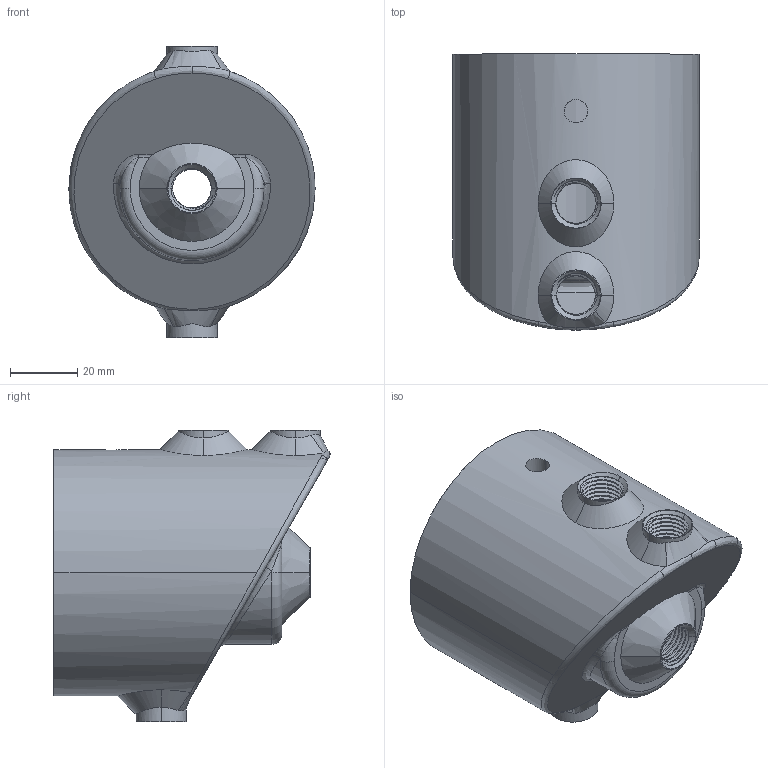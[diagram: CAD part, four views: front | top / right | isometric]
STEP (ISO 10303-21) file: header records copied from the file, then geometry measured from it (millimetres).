
FILE_DESCRIPTION (( 'STEP AP214' ), '1' );
FILE_NAME ('Îêñèãåíàòîð V3.STEP', '2022-06-07T11:27:23', ( '' ), ( '' ), 'SwSTEP 2.0', 'SolidWorks 2021', '' );
FILE_SCHEMA (( 'AUTOMOTIVE_DESIGN' ));
Length unit declared in the file: millimetre
Products named in the file (1): Îêñèãåíàòîð V3
Bounding box: 73.5 x 82.43 x 87 mm (x, y, z)
Volume: 99474.2 mm3; surface area: 57302.8 mm2
Topology: 2 solids, 2 shells, 224 faces, 617 edges, 402 vertices
Faces by surface type: cylinder 135, bspline 51, plane 19, cone 13, torus 6
Entity records: 24983 total; most frequent: CARTESIAN_POINT 20312, ORIENTED_EDGE 1234, DIRECTION 678, EDGE_CURVE 617, VERTEX_POINT 402, AXIS2_PLACEMENT_3D 263, EDGE_LOOP 245, ADVANCED_FACE 224
